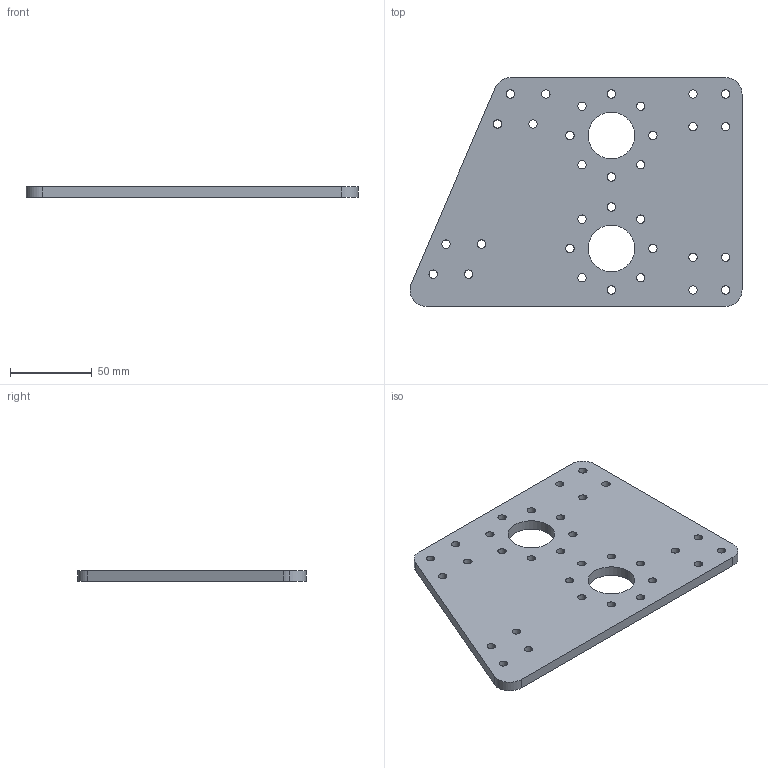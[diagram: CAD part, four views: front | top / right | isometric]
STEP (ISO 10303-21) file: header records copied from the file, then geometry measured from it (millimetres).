
FILE_DESCRIPTION (( 'STEP AP203' ), '1' );
FILE_NAME ('climb plate.STEP', '2024-03-30T13:48:24', ( '' ), ( '' ), 'SwSTEP 2.0', 'SolidWorks 2023', '' );
FILE_SCHEMA (( 'CONFIG_CONTROL_DESIGN' ));
Length unit declared in the file: millimetre
Products named in the file (1): climb plate
Bounding box: 203.33 x 140 x 6.35 mm (x, y, z)
Volume: 145726.6 mm3; surface area: 54285.6 mm2
Topology: 1 solids, 1 shells, 79 faces, 231 edges, 154 vertices
Faces by surface type: cylinder 73, plane 6
Entity records: 2924 total; most frequent: DIRECTION 537, CARTESIAN_POINT 465, ORIENTED_EDGE 462, EDGE_CURVE 231, AXIS2_PLACEMENT_3D 226, VERTEX_POINT 154, EDGE_LOOP 147, CIRCLE 146
